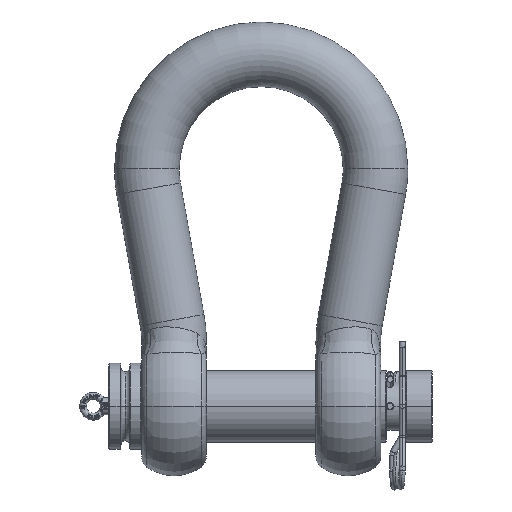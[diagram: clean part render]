
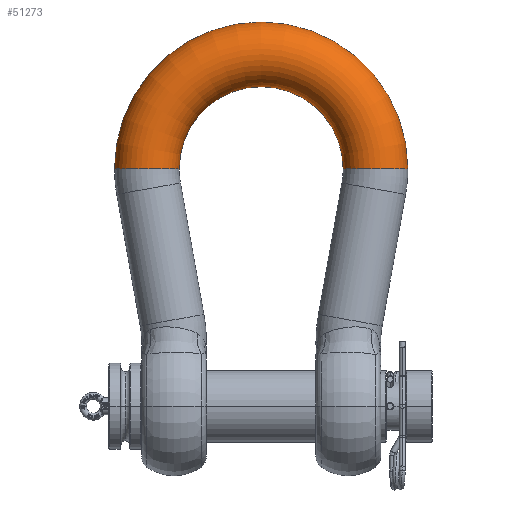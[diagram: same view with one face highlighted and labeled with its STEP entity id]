
A CAD part, top view. The second image highlights one B-rep face of the part: STEP entity #51273.
In plain terms, the highlighted toroidal (fillet/blend) face has major radius 132.5 mm and minor radius 37.5 mm.
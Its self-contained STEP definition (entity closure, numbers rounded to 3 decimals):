
#710 = DIRECTION ( 'NONE',  ( 1., 0., 0. ) ) ;
#1708 = CARTESIAN_POINT ( 'NONE',  ( -95., 0., 0. ) ) ;
#9208 = DIRECTION ( 'NONE',  ( 0., 1., 0. ) ) ;
#11246 = DIRECTION ( 'NONE',  ( 0., -1., 0. ) ) ;
#14939 = CARTESIAN_POINT ( 'NONE',  ( 0., 0., 0. ) ) ;
#15084 = CIRCLE ( 'NONE', #30788, 170. ) ;
#19126 = CARTESIAN_POINT ( 'NONE',  ( 0., 0., 0. ) ) ;
#19603 = DIRECTION ( 'NONE',  ( 1., 0., 0. ) ) ;
#20080 = TOROIDAL_SURFACE ( 'NONE', #45523, 132.5, 37.5 ) ;
#21055 = VERTEX_POINT ( 'NONE', #48747 ) ;
#21149 = EDGE_CURVE ( 'NONE', #21055, #55723, #33956, .T. ) ;
#22468 = EDGE_CURVE ( 'NONE', #39773, #55723, #22980, .T. ) ;
#22980 = CIRCLE ( 'NONE', #56988, 95. ) ;
#23351 = CARTESIAN_POINT ( 'NONE',  ( 95., 0., 0. ) ) ;
#24337 = CARTESIAN_POINT ( 'NONE',  ( 0., 0., 0. ) ) ;
#28181 = VERTEX_POINT ( 'NONE', #40215 ) ;
#28680 = DIRECTION ( 'NONE',  ( 0., 0., 1. ) ) ;
#29035 = DIRECTION ( 'NONE',  ( 1., 0., 0. ) ) ;
#30788 = AXIS2_PLACEMENT_3D ( 'NONE', #14939, #47471, #19603 ) ;
#33956 = CIRCLE ( 'NONE', #53043, 37.5 ) ;
#37135 = CARTESIAN_POINT ( 'NONE',  ( -132.5, 0., 0. ) ) ;
#38008 = EDGE_CURVE ( 'NONE', #28181, #21055, #15084, .T. ) ;
#39168 = CARTESIAN_POINT ( 'NONE',  ( 132.5, 0., 0. ) ) ;
#39773 = VERTEX_POINT ( 'NONE', #23351 ) ;
#40215 = CARTESIAN_POINT ( 'NONE',  ( 170., 0., 0. ) ) ;
#41519 = EDGE_CURVE ( 'NONE', #28181, #39773, #49579, .T. ) ;
#41799 = DIRECTION ( 'NONE',  ( -1., 0., 0. ) ) ;
#43826 = DIRECTION ( 'NONE',  ( 0., 0., -1. ) ) ;
#44337 = EDGE_LOOP ( 'NONE', ( #58394, #50470, #53030, #48634 ) ) ;
#45523 = AXIS2_PLACEMENT_3D ( 'NONE', #19126, #28680, #710 ) ;
#47471 = DIRECTION ( 'NONE',  ( 0., 0., 1. ) ) ;
#47614 = AXIS2_PLACEMENT_3D ( 'NONE', #39168, #11246, #43826 ) ;
#48634 = ORIENTED_EDGE ( 'NONE', *, *, #22468, .F. ) ;
#48747 = CARTESIAN_POINT ( 'NONE',  ( -170., 0., 0. ) ) ;
#49579 = CIRCLE ( 'NONE', #47614, 37.5 ) ;
#50470 = ORIENTED_EDGE ( 'NONE', *, *, #38008, .T. ) ;
#51273 = ADVANCED_FACE ( 'NONE', ( #55782 ), #20080, .T. ) ;
#53030 = ORIENTED_EDGE ( 'NONE', *, *, #21149, .T. ) ;
#53043 = AXIS2_PLACEMENT_3D ( 'NONE', #37135, #9208, #41799 ) ;
#55723 = VERTEX_POINT ( 'NONE', #1708 ) ;
#55782 = FACE_OUTER_BOUND ( 'NONE', #44337, .T. ) ;
#56921 = DIRECTION ( 'NONE',  ( 0., 0., 1. ) ) ;
#56988 = AXIS2_PLACEMENT_3D ( 'NONE', #24337, #56921, #29035 ) ;
#58394 = ORIENTED_EDGE ( 'NONE', *, *, #41519, .F. ) ;
